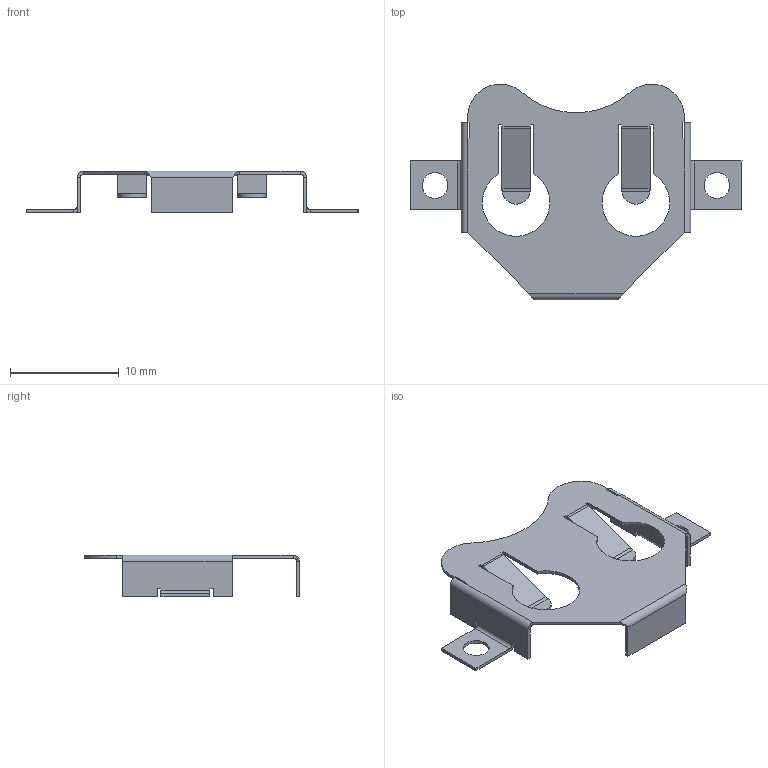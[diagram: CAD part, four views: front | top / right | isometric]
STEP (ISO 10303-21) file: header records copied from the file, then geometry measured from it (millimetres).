
FILE_DESCRIPTION(('FreeCAD Model'),'2;1');
FILE_NAME( 'BatteryHolder_Multicomp_BC-2001_1x2032.step', '2018-10-24T21:52:07',('kicad StepUp'),('ksu MCAD'), 'Open CASCADE STEP processor 7.2','FreeCAD','Unknown');
FILE_SCHEMA(('AUTOMOTIVE_DESIGN { 1 0 10303 214 1 1 1 1 }'));
Length unit declared in the file: millimetre
Products named in the file (1): BatteryHolder_Multicomp_BC-2001_1x2032
Bounding box: 30.5 x 19.79 x 3.85 mm (x, y, z)
Volume: 125.3 mm3; surface area: 902 mm2
Topology: 1 solids, 1 shells, 118 faces, 294 edges, 174 vertices
Faces by surface type: plane 89, cylinder 27, bspline 2
Full cylindrical faces by diameter (mm): 2.35 x2
Entity records: 3501 total; most frequent: CARTESIAN_POINT 673, ORIENTED_EDGE 588, DIRECTION 566, EDGE_CURVE 294, LINE 232, VECTOR 232, VERTEX_POINT 174, AXIS2_PLACEMENT_3D 167
